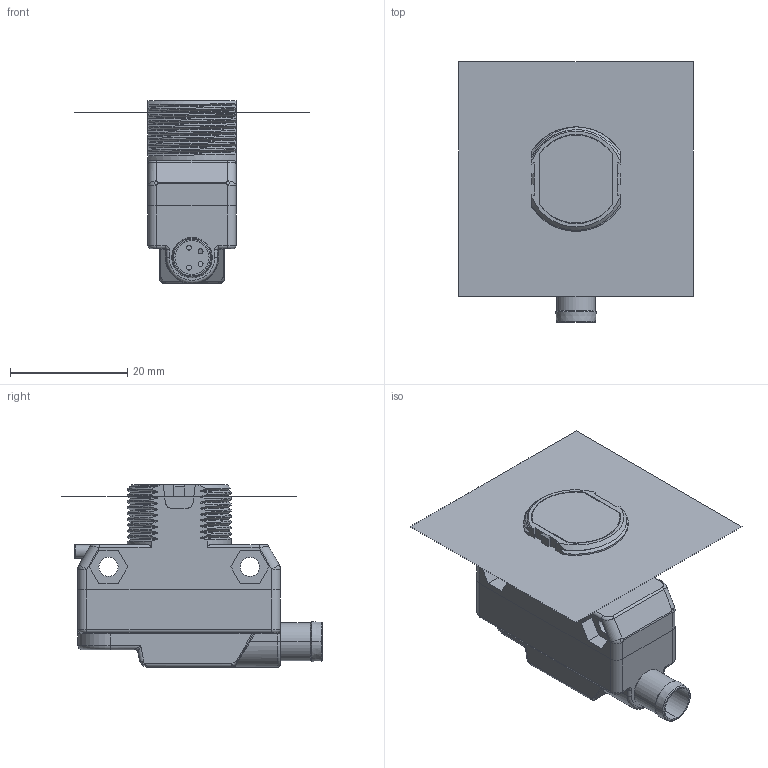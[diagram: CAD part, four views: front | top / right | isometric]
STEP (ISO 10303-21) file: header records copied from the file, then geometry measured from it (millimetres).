
FILE_DESCRIPTION((''),'2;1');
FILE_NAME('139465_ASM','2015-11-30T',('pdmadmin'),(''),'PRO/ENGINEER BY PARAMETRIC TECHNOLOGY CORPORATION, 2013230','PRO/ENGINEER BY PARAMETRIC TECHNOLOGY CORPORATION, 2013230','');
FILE_SCHEMA(('CONFIG_CONTROL_DESIGN'));
Length unit declared in the file: millimetre
Products named in the file (9): 114100; 114096; 114109_ASM; 60758; 61602_ASM; 111644; 46870; 66517_ASM; 139465_ASM
Assembly tree (8 placements, depth 4):
  139465_ASM
    61602_ASM
      114109_ASM
        114100
        114096
      60758
    66517_ASM
      111644
      46870
Bounding box: 40 x 44.35 x 31.1 mm (x, y, z)
Volume: 6083.4 mm3; surface area: 10269.3 mm2
Topology: 5 solids, 6 shells, 834 faces, 2122 edges, 1318 vertices
Faces by surface type: plane 352, cylinder 266, bspline 114, torus 61, cone 29, sphere 10, revolution 2
Entity records: 42942 total; most frequent: CARTESIAN_POINT 23214, ORIENTED_EDGE 4232, DIRECTION 3849, EDGE_CURVE 2118, AXIS2_PLACEMENT_3D 1318, VERTEX_POINT 1318, VECTOR 1211, LINE 1211
